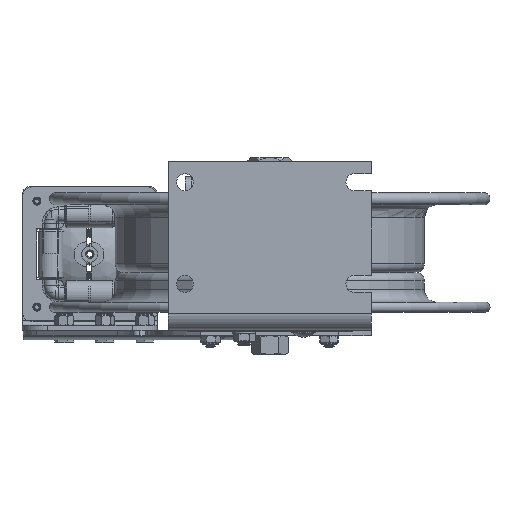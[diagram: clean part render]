
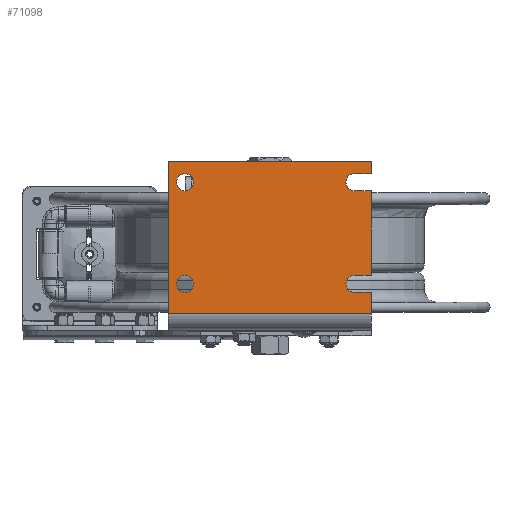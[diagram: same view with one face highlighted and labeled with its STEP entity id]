
A CAD part, front view. The second image highlights one B-rep face of the part: STEP entity #71098.
In plain terms, the highlighted planar face has unit normal (0, -1, 0).
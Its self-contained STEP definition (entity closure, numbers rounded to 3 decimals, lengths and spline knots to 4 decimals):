
#4196=FACE_BOUND('',#11277,.T.);
#4197=FACE_BOUND('',#11278,.T.);
#5496=PLANE('',#75503);
#8174=FACE_OUTER_BOUND('',#11276,.T.);
#11276=EDGE_LOOP('',(#62723,#62724,#62725,#62726,#62727,#62728,#62729,#62730,
#62731,#62732,#62733,#62734));
#11277=EDGE_LOOP('',(#62735));
#11278=EDGE_LOOP('',(#62736));
#17626=LINE('',#124953,#24150);
#17632=LINE('',#124964,#24156);
#17633=LINE('',#124967,#24157);
#17637=LINE('',#124979,#24161);
#17642=LINE('',#124988,#24166);
#17646=LINE('',#125009,#24170);
#17654=LINE('',#125024,#24178);
#17655=LINE('',#125027,#24179);
#17656=LINE('',#125029,#24180);
#17657=LINE('',#125030,#24181);
#24150=VECTOR('',#89592,0.3937);
#24156=VECTOR('',#89600,0.3937);
#24157=VECTOR('',#89603,0.3937);
#24161=VECTOR('',#89615,0.3937);
#24166=VECTOR('',#89622,0.3937);
#24170=VECTOR('',#89646,0.3937);
#24178=VECTOR('',#89658,0.3937);
#24179=VECTOR('',#89661,0.3937);
#24180=VECTOR('',#89662,0.3937);
#24181=VECTOR('',#89663,0.3937);
#26470=CIRCLE('',#75487,0.25);
#26472=CIRCLE('',#75492,0.25);
#26475=CIRCLE('',#75496,0.25);
#26477=CIRCLE('',#75499,0.25);
#34509=VERTEX_POINT('',#124951);
#34510=VERTEX_POINT('',#124952);
#34514=VERTEX_POINT('',#124962);
#34515=VERTEX_POINT('',#124966);
#34517=VERTEX_POINT('',#124972);
#34519=VERTEX_POINT('',#124978);
#34522=VERTEX_POINT('',#124986);
#34523=VERTEX_POINT('',#124990);
#34526=VERTEX_POINT('',#124998);
#34528=VERTEX_POINT('',#125004);
#34529=VERTEX_POINT('',#125008);
#34534=VERTEX_POINT('',#125022);
#34535=VERTEX_POINT('',#125026);
#34536=VERTEX_POINT('',#125028);
#46077=EDGE_CURVE('',#34509,#34510,#17626,.T.);
#46083=EDGE_CURVE('',#34510,#34514,#17632,.T.);
#46084=EDGE_CURVE('',#34514,#34515,#17633,.T.);
#46087=EDGE_CURVE('',#34515,#34517,#26470,.T.);
#46090=EDGE_CURVE('',#34517,#34519,#17637,.T.);
#46095=EDGE_CURVE('',#34519,#34522,#17642,.T.);
#46096=EDGE_CURVE('',#34523,#34509,#26472,.T.);
#46101=EDGE_CURVE('',#34526,#34526,#26475,.T.);
#46104=EDGE_CURVE('',#34528,#34528,#26477,.T.);
#46105=EDGE_CURVE('',#34529,#34523,#17646,.T.);
#46113=EDGE_CURVE('',#34522,#34534,#17654,.T.);
#46114=EDGE_CURVE('',#34534,#34535,#17655,.T.);
#46115=EDGE_CURVE('',#34536,#34535,#17656,.T.);
#46116=EDGE_CURVE('',#34536,#34529,#17657,.T.);
#62723=ORIENTED_EDGE('',*,*,#46105,.T.);
#62724=ORIENTED_EDGE('',*,*,#46096,.T.);
#62725=ORIENTED_EDGE('',*,*,#46077,.T.);
#62726=ORIENTED_EDGE('',*,*,#46083,.T.);
#62727=ORIENTED_EDGE('',*,*,#46084,.T.);
#62728=ORIENTED_EDGE('',*,*,#46087,.T.);
#62729=ORIENTED_EDGE('',*,*,#46090,.T.);
#62730=ORIENTED_EDGE('',*,*,#46095,.T.);
#62731=ORIENTED_EDGE('',*,*,#46113,.T.);
#62732=ORIENTED_EDGE('',*,*,#46114,.T.);
#62733=ORIENTED_EDGE('',*,*,#46115,.F.);
#62734=ORIENTED_EDGE('',*,*,#46116,.T.);
#62735=ORIENTED_EDGE('',*,*,#46101,.T.);
#62736=ORIENTED_EDGE('',*,*,#46104,.T.);
#71098=ADVANCED_FACE('',(#8174,#4196,#4197),#5496,.F.);
#75487=AXIS2_PLACEMENT_3D('',#124973,#89608,#89609);
#75492=AXIS2_PLACEMENT_3D('',#124991,#89625,#89626);
#75496=AXIS2_PLACEMENT_3D('',#125000,#89635,#89636);
#75499=AXIS2_PLACEMENT_3D('',#125006,#89642,#89643);
#75503=AXIS2_PLACEMENT_3D('',#125025,#89659,#89660);
#89592=DIRECTION('',(1.,0.,0.));
#89600=DIRECTION('',(0.,0.,1.));
#89603=DIRECTION('',(-1.,0.,0.));
#89608=DIRECTION('center_axis',(0.,1.,0.));
#89609=DIRECTION('ref_axis',(0.,0.,
-1.));
#89615=DIRECTION('',(1.,0.,0.));
#89622=DIRECTION('',(0.,0.,1.));
#89625=DIRECTION('center_axis',(0.,1.,0.));
#89626=DIRECTION('ref_axis',(0.,0.,
-1.));
#89635=DIRECTION('center_axis',(0.,1.,0.));
#89636=DIRECTION('ref_axis',(-1.,0.,0.));
#89642=DIRECTION('center_axis',(0.,1.,0.));
#89643=DIRECTION('ref_axis',(-1.,0.,0.));
#89646=DIRECTION('',(-1.,0.,0.));
#89658=DIRECTION('',(-1.,0.,0.));
#89659=DIRECTION('center_axis',(0.,1.,0.));
#89660=DIRECTION('ref_axis',(0.,0.,
1.));
#89661=DIRECTION('',(0.,0.,-1.));
#89662=DIRECTION('',(-1.,0.,0.));
#89663=DIRECTION('',(0.,0.,1.));
#124951=CARTESIAN_POINT('',(2.5,-7.5,1.625));
#124952=CARTESIAN_POINT('',(3.,-7.5,1.625));
#124953=CARTESIAN_POINT('',(1.25,-7.5,1.625));
#124962=CARTESIAN_POINT('',(3.,-7.5,4.125));
#124964=CARTESIAN_POINT('',(3.,-7.5,0.));
#124966=CARTESIAN_POINT('',(2.5,-7.5,4.125));
#124967=CARTESIAN_POINT('',(1.5,-7.5,4.125));
#124972=CARTESIAN_POINT('',(2.5,-7.5,4.625));
#124973=CARTESIAN_POINT('Origin',(2.5,-7.5,4.375));
#124978=CARTESIAN_POINT('',(3.,-7.5,4.625));
#124979=CARTESIAN_POINT('',(1.25,-7.5,4.625));
#124986=CARTESIAN_POINT('',(3.,-7.5,5.));
#124988=CARTESIAN_POINT('',(3.,-7.5,0.));
#124990=CARTESIAN_POINT('',(2.5,-7.5,1.125));
#124991=CARTESIAN_POINT('Origin',(2.5,-7.5,1.375));
#124998=CARTESIAN_POINT('',(-2.25,-7.5,1.375));
#125000=CARTESIAN_POINT('Origin',(-2.5,-7.5,1.375));
#125004=CARTESIAN_POINT('',(-2.25,-7.5,4.375));
#125006=CARTESIAN_POINT('Origin',(-2.5,-7.5,4.375));
#125008=CARTESIAN_POINT('',(3.,-7.5,1.125));
#125009=CARTESIAN_POINT('',(1.5,-7.5,1.125));
#125022=CARTESIAN_POINT('',(-3.,-7.5,5.));
#125024=CARTESIAN_POINT('',(3.,-7.5,5.));
#125025=CARTESIAN_POINT('Origin',(0.,-7.5,2.5));
#125026=CARTESIAN_POINT('',(-3.,-7.5,0.5));
#125027=CARTESIAN_POINT('',(-3.,-7.5,5.));
#125028=CARTESIAN_POINT('',(3.,-7.5,0.5));
#125029=CARTESIAN_POINT('',(-3.,-7.5,0.5));
#125030=CARTESIAN_POINT('',(3.,-7.5,0.));
